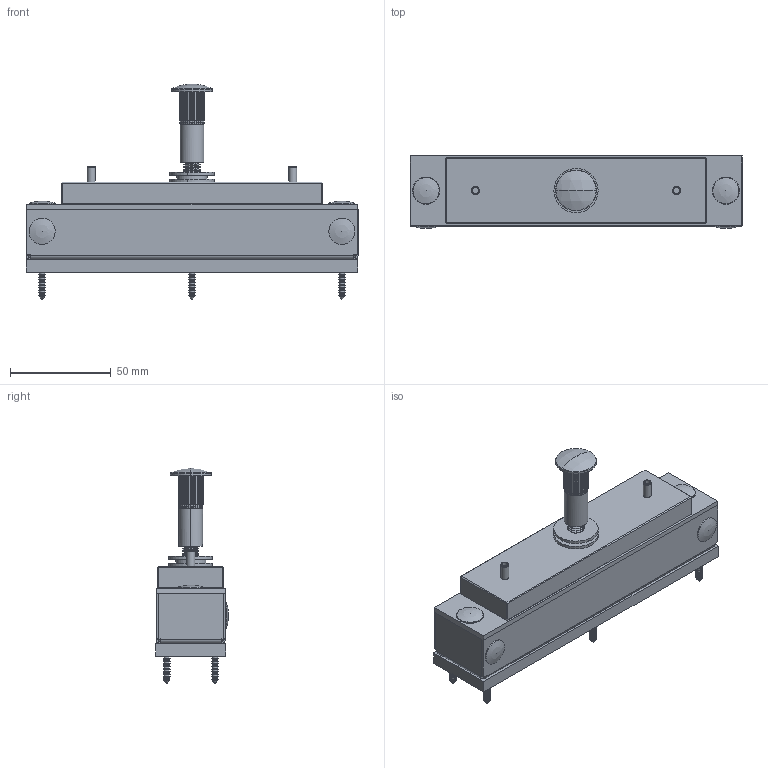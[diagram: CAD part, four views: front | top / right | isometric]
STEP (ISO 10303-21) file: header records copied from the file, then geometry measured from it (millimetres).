
FILE_DESCRIPTION (( 'STEP AP214' ), '1' );
FILE_NAME ('EXT200CTC.step', '2021-07-29T14:16:43', ( '' ), ( '' ), 'SwSTEP 2.0', 'SolidWorks 2020', '' );
FILE_SCHEMA (( 'AUTOMOTIVE_DESIGN' ));
Length unit declared in the file: millimetre
Products named in the file (21): FP0098-MUSHROOM NUT-1; ISO 4762 M5 x 20 --- 20S-1; EXT200CTC; PP0071-CAP-4; FP0099-WASHER M8-1; FP0097-SCREW LOW PROFILE HEAD M8 x35-1; FP0100-JOINT M8-1; MP0377-BACK BRACKET-1; ISO 4762 M5 x 20 --- 20S-2; PP0071-CAP-2; PP0071-CAP-1; Tapping screw DIN 7982-ST3.5x19-C-H-S-2; Tapping screw DIN 7982-ST3.5x19-C-H-S-5; Group1; Tapping screw DIN 7982-ST3.5x19-C-H-S-3; FP0099-WASHER M8-2; Tapping screw DIN 7982-ST3.5x19-C-H-S-1; Tapping screw DIN 7982-ST3.5x19-C-H-S-6; Group2; PP0071-CAP-3; Tapping screw DIN 7982-ST3.5x19-C-H-S-4
Assembly tree (20 placements, depth 2):
  EXT200CTC
    Group1
    Group2
    PP0071-CAP-4
    PP0071-CAP-1
    PP0071-CAP-2
    PP0071-CAP-3
    FP0097-SCREW LOW PROFILE HEAD M8 x35-1
    FP0100-JOINT M8-1
    FP0099-WASHER M8-2
    FP0099-WASHER M8-1
    FP0098-MUSHROOM NUT-1
    MP0377-BACK BRACKET-1
    ISO 4762 M5 x 20 --- 20S-1
    ISO 4762 M5 x 20 --- 20S-2
    Tapping screw DIN 7982-ST3.5x19-C-H-S-1
    Tapping screw DIN 7982-ST3.5x19-C-H-S-2
    Tapping screw DIN 7982-ST3.5x19-C-H-S-3
    Tapping screw DIN 7982-ST3.5x19-C-H-S-4
    Tapping screw DIN 7982-ST3.5x19-C-H-S-5
    Tapping screw DIN 7982-ST3.5x19-C-H-S-6
Bounding box: 165 x 36.25 x 107.3 mm (x, y, z)
Volume: 238945.4 mm3; surface area: 64164.1 mm2
Topology: 36 solids, 36 shells, 1514 faces, 3490 edges, 2047 vertices
Faces by surface type: cone 634, cylinder 504, plane 322, torus 48, sphere 6
Entity records: 44766 total; most frequent: DIRECTION 8128, CARTESIAN_POINT 7618, ORIENTED_EDGE 6916, EDGE_CURVE 3458, AXIS2_PLACEMENT_3D 3213, VERTEX_POINT 2039, LINE 1702, VECTOR 1702
